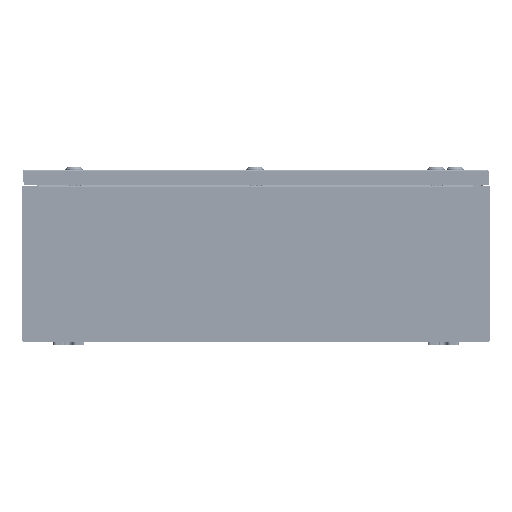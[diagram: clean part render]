
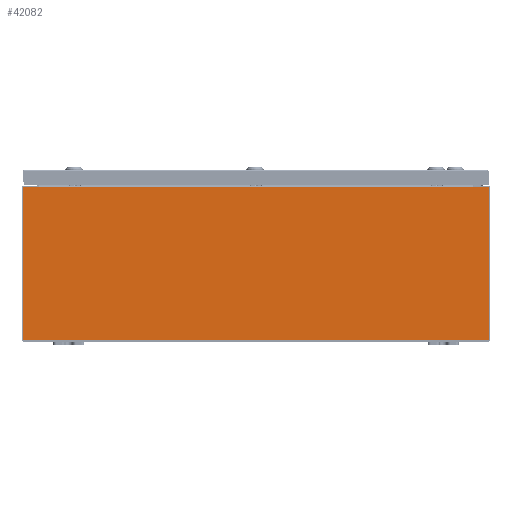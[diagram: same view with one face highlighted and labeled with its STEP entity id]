
A CAD part, front view. The second image highlights one B-rep face of the part: STEP entity #42082.
In plain terms, the highlighted face is planar.
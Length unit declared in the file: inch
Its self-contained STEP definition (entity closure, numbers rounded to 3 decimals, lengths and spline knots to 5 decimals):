
#1513 = CARTESIAN_POINT ( 'NONE',  ( -13.8872, 0., 4.9123 ) ) ;
#1587 = CARTESIAN_POINT ( 'NONE',  ( 13.92455, 0., 4.9253 ) ) ;
#2233 = ORIENTED_EDGE ( 'NONE', *, *, #55778, .F. ) ;
#2889 = AXIS2_PLACEMENT_3D ( 'NONE', #56343, #25947, #61461 ) ;
#2960 = EDGE_CURVE ( 'NONE', #29893, #57692, #52879, .T. ) ;
#3248 = VECTOR ( 'NONE', #37425, 39.37008 ) ;
#3885 = EDGE_LOOP ( 'NONE', ( #62676, #19097, #62513, #40269, #56129, #2233, #20782, #60451, #57239, #45725, #55810, #42933 ) ) ;
#4299 = DIRECTION ( 'NONE',  ( 0., 0., -1. ) ) ;
#5694 = VERTEX_POINT ( 'NONE', #59108 ) ;
#7899 = EDGE_CURVE ( 'NONE', #22109, #52229, #35147, .T. ) ;
#8269 = LINE ( 'NONE', #26639, #28868 ) ;
#8489 = PLANE ( 'NONE',  #58928 ) ;
#9334 = CARTESIAN_POINT ( 'NONE',  ( -13.90588, 0., 4.87495 ) ) ;
#9715 = CARTESIAN_POINT ( 'NONE',  ( -14.9253, 0., 4.9253 ) ) ;
#10960 = LINE ( 'NONE', #1513, #39516 ) ;
#13354 = CARTESIAN_POINT ( 'NONE',  ( 13.92455, 0., 4.87495 ) ) ;
#13366 = EDGE_CURVE ( 'NONE', #57222, #59976, #24516, .T. ) ;
#13719 = CARTESIAN_POINT ( 'NONE',  ( -14.9253, 0., -4.9253 ) ) ;
#14005 = DIRECTION ( 'NONE',  ( 0., 0., -1. ) ) ;
#14213 = CARTESIAN_POINT ( 'NONE',  ( 14.9253, 0., 4.9253 ) ) ;
#14421 = DIRECTION ( 'NONE',  ( 0., 0., -1. ) ) ;
#14778 = DIRECTION ( 'NONE',  ( 1., 0., 0. ) ) ;
#15133 = VERTEX_POINT ( 'NONE', #44543 ) ;
#17294 = CARTESIAN_POINT ( 'NONE',  ( -13.8872, 0., 4.87495 ) ) ;
#19097 = ORIENTED_EDGE ( 'NONE', *, *, #44416, .F. ) ;
#19860 = LINE ( 'NONE', #35009, #46832 ) ;
#20782 = ORIENTED_EDGE ( 'NONE', *, *, #13366, .F. ) ;
#20828 = EDGE_CURVE ( 'NONE', #23756, #5694, #10960, .T. ) ;
#22109 = VERTEX_POINT ( 'NONE', #29028 ) ;
#22396 = CARTESIAN_POINT ( 'NONE',  ( -14.9253, 0., 4.9253 ) ) ;
#23684 = CARTESIAN_POINT ( 'NONE',  ( -13.92455, 0., 0. ) ) ;
#23756 = VERTEX_POINT ( 'NONE', #55551 ) ;
#23798 = DIRECTION ( 'NONE',  ( 0., -1., 0. ) ) ;
#24109 = DIRECTION ( 'NONE',  ( 0., 0., 1. ) ) ;
#24516 = LINE ( 'NONE', #42011, #36352 ) ;
#24649 = LINE ( 'NONE', #9715, #50035 ) ;
#25947 = DIRECTION ( 'NONE',  ( 0., 1., 0. ) ) ;
#26639 = CARTESIAN_POINT ( 'NONE',  ( -14.9253, 0., -4.9253 ) ) ;
#27437 = EDGE_CURVE ( 'NONE', #57692, #61035, #8269, .T. ) ;
#27481 = VECTOR ( 'NONE', #14005, 39.37008 ) ;
#28868 = VECTOR ( 'NONE', #36815, 39.37008 ) ;
#29028 = CARTESIAN_POINT ( 'NONE',  ( -13.92455, 0., 4.87495 ) ) ;
#29310 = CARTESIAN_POINT ( 'NONE',  ( -14.9253, 0., 4.9253 ) ) ;
#29457 = VECTOR ( 'NONE', #52954, 39.37008 ) ;
#29893 = VERTEX_POINT ( 'NONE', #39846 ) ;
#30802 = VERTEX_POINT ( 'NONE', #17294 ) ;
#32587 = CIRCLE ( 'NONE', #37674, 0.01867 ) ;
#33732 = CARTESIAN_POINT ( 'NONE',  ( 0., 0., 0. ) ) ;
#34855 = EDGE_CURVE ( 'NONE', #15133, #5694, #56440, .T. ) ;
#35009 = CARTESIAN_POINT ( 'NONE',  ( -14.9253, 0., 4.9253 ) ) ;
#35147 = LINE ( 'NONE', #23684, #60603 ) ;
#36352 = VECTOR ( 'NONE', #47146, 39.37008 ) ;
#36626 = LINE ( 'NONE', #65041, #62066 ) ;
#36815 = DIRECTION ( 'NONE',  ( -1., 0., 0. ) ) ;
#36925 = DIRECTION ( 'NONE',  ( 1., 0., 0. ) ) ;
#37198 = EDGE_CURVE ( 'NONE', #57222, #29893, #24649, .T. ) ;
#37425 = DIRECTION ( 'NONE',  ( 0., 0., 1. ) ) ;
#37468 = FACE_OUTER_BOUND ( 'NONE', #3885, .T. ) ;
#37674 = AXIS2_PLACEMENT_3D ( 'NONE', #9334, #44788, #14421 ) ;
#39516 = VECTOR ( 'NONE', #36925, 39.37008 ) ;
#39846 = CARTESIAN_POINT ( 'NONE',  ( 14.9253, 0., 4.9253 ) ) ;
#40269 = ORIENTED_EDGE ( 'NONE', *, *, #20828, .T. ) ;
#41160 = VERTEX_POINT ( 'NONE', #29310 ) ;
#42011 = CARTESIAN_POINT ( 'NONE',  ( 13.92455, 0., 0. ) ) ;
#42068 = LINE ( 'NONE', #22396, #3248 ) ;
#42082 = ADVANCED_FACE ( 'NONE', ( #37468 ), #8489, .F. ) ;
#42548 = EDGE_CURVE ( 'NONE', #23756, #30802, #36626, .T. ) ;
#42933 = ORIENTED_EDGE ( 'NONE', *, *, #63893, .T. ) ;
#42954 = CARTESIAN_POINT ( 'NONE',  ( 13.8872, 0., 0. ) ) ;
#44416 = EDGE_CURVE ( 'NONE', #30802, #22109, #32587, .T. ) ;
#44543 = CARTESIAN_POINT ( 'NONE',  ( 13.8872, 0., 4.87495 ) ) ;
#44788 = DIRECTION ( 'NONE',  ( 0., 1., 0. ) ) ;
#45725 = ORIENTED_EDGE ( 'NONE', *, *, #27437, .T. ) ;
#46246 = EDGE_CURVE ( 'NONE', #61035, #41160, #42068, .T. ) ;
#46832 = VECTOR ( 'NONE', #65419, 39.37008 ) ;
#47146 = DIRECTION ( 'NONE',  ( 0., 0., -1. ) ) ;
#47166 = CIRCLE ( 'NONE', #2889, 0.01867 ) ;
#50035 = VECTOR ( 'NONE', #14778, 39.37008 ) ;
#52018 = CARTESIAN_POINT ( 'NONE',  ( 14.9253, 0., -4.9253 ) ) ;
#52229 = VERTEX_POINT ( 'NONE', #61869 ) ;
#52879 = LINE ( 'NONE', #14213, #27481 ) ;
#52954 = DIRECTION ( 'NONE',  ( 0., 0., 1. ) ) ;
#55551 = CARTESIAN_POINT ( 'NONE',  ( -13.8872, 0., 4.9123 ) ) ;
#55778 = EDGE_CURVE ( 'NONE', #59976, #15133, #47166, .T. ) ;
#55810 = ORIENTED_EDGE ( 'NONE', *, *, #46246, .T. ) ;
#56129 = ORIENTED_EDGE ( 'NONE', *, *, #34855, .F. ) ;
#56343 = CARTESIAN_POINT ( 'NONE',  ( 13.90588, 0., 4.87495 ) ) ;
#56440 = LINE ( 'NONE', #42954, #29457 ) ;
#57222 = VERTEX_POINT ( 'NONE', #1587 ) ;
#57239 = ORIENTED_EDGE ( 'NONE', *, *, #2960, .T. ) ;
#57692 = VERTEX_POINT ( 'NONE', #52018 ) ;
#58928 = AXIS2_PLACEMENT_3D ( 'NONE', #33732, #23798, #59280 ) ;
#59108 = CARTESIAN_POINT ( 'NONE',  ( 13.8872, 0., 4.9123 ) ) ;
#59280 = DIRECTION ( 'NONE',  ( 0., 0., -1. ) ) ;
#59976 = VERTEX_POINT ( 'NONE', #13354 ) ;
#60451 = ORIENTED_EDGE ( 'NONE', *, *, #37198, .T. ) ;
#60603 = VECTOR ( 'NONE', #24109, 39.37008 ) ;
#61035 = VERTEX_POINT ( 'NONE', #13719 ) ;
#61461 = DIRECTION ( 'NONE',  ( 0., 0., -1. ) ) ;
#61869 = CARTESIAN_POINT ( 'NONE',  ( -13.92455, 0., 4.9253 ) ) ;
#62066 = VECTOR ( 'NONE', #4299, 39.37008 ) ;
#62513 = ORIENTED_EDGE ( 'NONE', *, *, #42548, .F. ) ;
#62676 = ORIENTED_EDGE ( 'NONE', *, *, #7899, .F. ) ;
#63893 = EDGE_CURVE ( 'NONE', #41160, #52229, #19860, .T. ) ;
#65041 = CARTESIAN_POINT ( 'NONE',  ( -13.8872, 0., 0. ) ) ;
#65419 = DIRECTION ( 'NONE',  ( 1., 0., 0. ) ) ;
